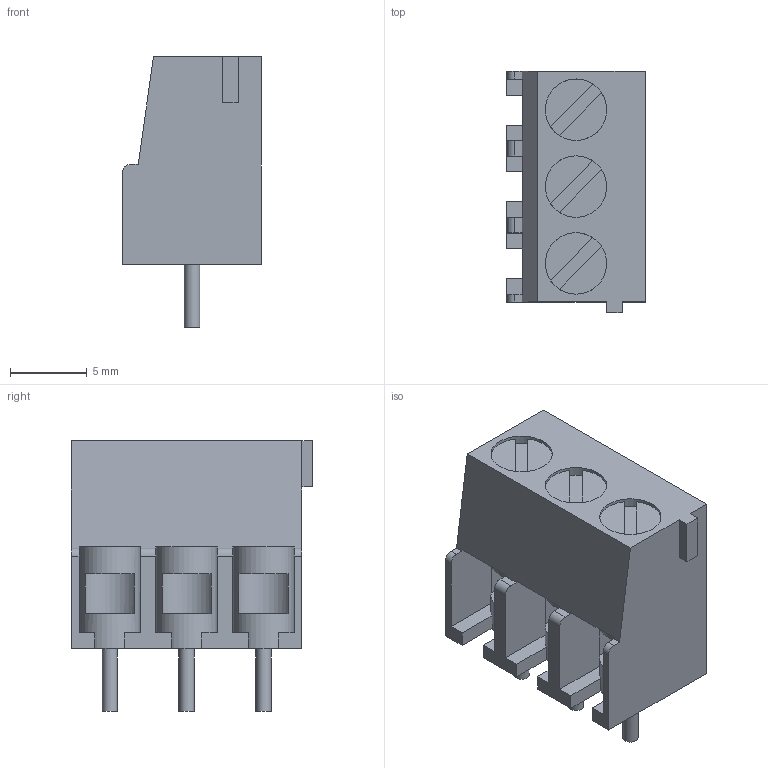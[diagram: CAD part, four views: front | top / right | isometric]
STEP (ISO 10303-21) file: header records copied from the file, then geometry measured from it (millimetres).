
FILE_DESCRIPTION(('Open CASCADE Model'),'2;1');
FILE_NAME('Open CASCADE Shape Model','2025-04-12T20:48:31',('Author'),('Open CASCADE'),'Open CASCADE STEP processor 7.7','Open CASCADE 7.7','Unknown');
FILE_SCHEMA(('AUTOMOTIVE_DESIGN { 1 0 10303 214 1 1 1 1 }'));
Length unit declared in the file: millimetre
Products named in the file (11): PHOENIX_PT_2,5/3-5,0-H; body; body_part; screw-1; screw-1_part; leg-1; leg-1_part; screw-2; leg-2; screw-3; leg-3
Assembly tree (14 placements, depth 3):
  PHOENIX_PT_2,5/3-5,0-H
    body
      body_part
    screw-1
      screw-1_part
    leg-1
      leg-1_part
    screw-2
      screw-1_part
    leg-2
      leg-1_part
    screw-3
      screw-1_part
    leg-3
      leg-1_part
Bounding box: 9 x 15.7 x 17.6 mm (x, y, z)
Volume: 1369 mm3; surface area: 2003.6 mm2
Topology: 7 solids, 7 shells, 88 faces, 240 edges, 160 vertices
Faces by surface type: plane 75, cylinder 9, extrusion 4
Full cylindrical faces by diameter (mm): 1 x3, 4 x6
Entity records: 1497 total; most frequent: CARTESIAN_POINT 304, ORIENTED_EDGE 277, EDGE_CURVE 174, LINE 117, VERTEX_POINT 116, FACE_BOUND 64, EDGE_LOOP 64, AXIS2_PLACEMENT_3D 61
